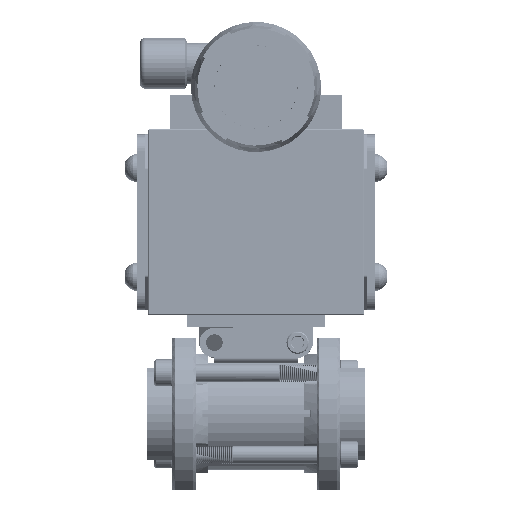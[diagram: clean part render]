
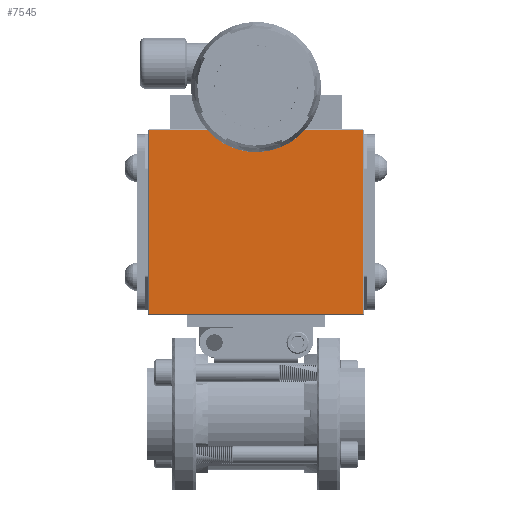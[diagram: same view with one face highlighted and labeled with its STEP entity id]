
A CAD part, top view. The second image highlights one B-rep face of the part: STEP entity #7545.
In plain terms, the highlighted planar face has unit normal (0, 0, 1).
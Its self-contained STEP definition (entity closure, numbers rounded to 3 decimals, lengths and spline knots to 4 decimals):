
#1214 = DIRECTION ( 'NONE',  ( 0., -1., 0. ) ) ;
#1245 = DIRECTION ( 'NONE',  ( 0., 0., -1. ) ) ;
#1248 = VECTOR ( 'NONE', #74327, 39.3701 ) ;
#2565 = PLANE ( 'NONE',  #162775 ) ;
#2600 = CARTESIAN_POINT ( 'NONE',  ( -2.275, 5.974, 1.55 ) ) ;
#7545 = ADVANCED_FACE ( 'NONE', ( #82166 ), #2565, .F. ) ;
#12627 = LINE ( 'NONE', #134578, #86575 ) ;
#22059 = VERTEX_POINT ( 'NONE', #175327 ) ;
#24909 = DIRECTION ( 'NONE',  ( -1., 0., 0. ) ) ;
#33448 = VERTEX_POINT ( 'NONE', #182575 ) ;
#46885 = ORIENTED_EDGE ( 'NONE', *, *, #178463, .T. ) ;
#56446 = CARTESIAN_POINT ( 'NONE',  ( 2.251, 5.974, 1.55 ) ) ;
#65564 = VECTOR ( 'NONE', #168650, 39.3701 ) ;
#69971 = EDGE_CURVE ( 'NONE', #22059, #33448, #12627, .T. ) ;
#74327 = DIRECTION ( 'NONE',  ( 1., 0., 0. ) ) ;
#80501 = EDGE_CURVE ( 'NONE', #81209, #22059, #150963, .T. ) ;
#81209 = VERTEX_POINT ( 'NONE', #164756 ) ;
#82166 = FACE_OUTER_BOUND ( 'NONE', #159076, .T. ) ;
#86575 = VECTOR ( 'NONE', #24909, 39.3701 ) ;
#92446 = VERTEX_POINT ( 'NONE', #130757 ) ;
#107026 = LINE ( 'NONE', #136488, #65564 ) ;
#123988 = ORIENTED_EDGE ( 'NONE', *, *, #157735, .T. ) ;
#126452 = LINE ( 'NONE', #152216, #1248 ) ;
#130757 = CARTESIAN_POINT ( 'NONE',  ( -2.255, 2.094, 1.55 ) ) ;
#134578 = CARTESIAN_POINT ( 'NONE',  ( -2.275, 5.954, 1.55 ) ) ;
#136488 = CARTESIAN_POINT ( 'NONE',  ( -2.255, 2.074, 1.55 ) ) ;
#139647 = ORIENTED_EDGE ( 'NONE', *, *, #69971, .T. ) ;
#150963 = LINE ( 'NONE', #56446, #187398 ) ;
#152216 = CARTESIAN_POINT ( 'NONE',  ( -2.275, 2.094, 1.55 ) ) ;
#157735 = EDGE_CURVE ( 'NONE', #92446, #81209, #126452, .T. ) ;
#159076 = EDGE_LOOP ( 'NONE', ( #183619, #139647, #46885, #123988 ) ) ;
#162775 = AXIS2_PLACEMENT_3D ( 'NONE', #2600, #1245, #1214 ) ;
#164756 = CARTESIAN_POINT ( 'NONE',  ( 2.251, 2.094, 1.55 ) ) ;
#165878 = DIRECTION ( 'NONE',  ( 0., 1., 0. ) ) ;
#168650 = DIRECTION ( 'NONE',  ( 0., -1., 0. ) ) ;
#175327 = CARTESIAN_POINT ( 'NONE',  ( 2.251, 5.954, 1.55 ) ) ;
#178463 = EDGE_CURVE ( 'NONE', #33448, #92446, #107026, .T. ) ;
#182575 = CARTESIAN_POINT ( 'NONE',  ( -2.255, 5.954, 1.55 ) ) ;
#183619 = ORIENTED_EDGE ( 'NONE', *, *, #80501, .T. ) ;
#187398 = VECTOR ( 'NONE', #165878, 39.3701 ) ;
